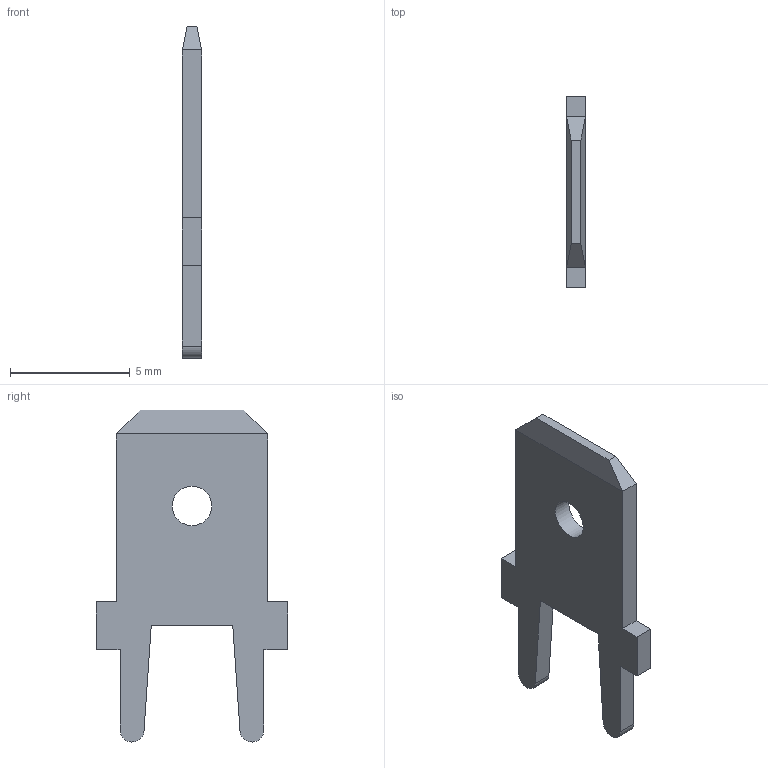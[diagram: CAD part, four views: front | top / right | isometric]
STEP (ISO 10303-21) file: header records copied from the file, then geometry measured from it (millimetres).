
FILE_DESCRIPTION(('FreeCAD Model'),'2;1');
FILE_NAME('FLAT-TERM-6.3-STRAIGHT.step','2019-01-22T14:21:08',('kicad StepUp'),('ksu MCAD'), 'Open CASCADE STEP processor 7.3','FreeCAD','Unknown');
FILE_SCHEMA(('AUTOMOTIVE_DESIGN { 1 0 10303 214 1 1 1 1 }'));
Length unit declared in the file: millimetre
Products named in the file (1): FLAT-TERM-6.3-STRAIGHT
Bounding box: 0.8 x 8 x 13.85 mm (x, y, z)
Volume: 53.5 mm3; surface area: 178.8 mm2
Topology: 1 solids, 1 shells, 23 faces, 59 edges, 38 vertices
Faces by surface type: plane 20, cylinder 3
Full cylindrical faces by diameter (mm): 1.65 x1
Entity records: 712 total; most frequent: CARTESIAN_POINT 121, ORIENTED_EDGE 118, DIRECTION 113, EDGE_CURVE 59, LINE 53, VECTOR 53, VERTEX_POINT 38, AXIS2_PLACEMENT_3D 30
